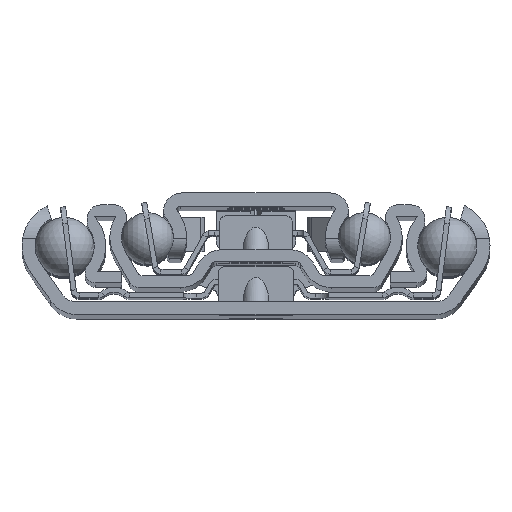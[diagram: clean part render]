
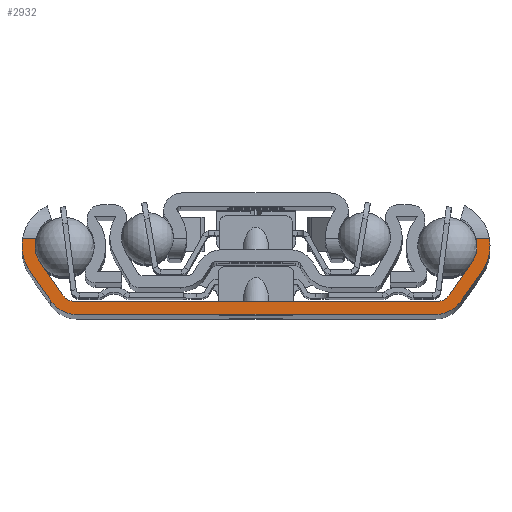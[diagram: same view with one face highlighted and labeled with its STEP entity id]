
A CAD part, top view. The second image highlights one B-rep face of the part: STEP entity #2932.
In plain terms, the highlighted planar face has unit normal (0, 0, 1).
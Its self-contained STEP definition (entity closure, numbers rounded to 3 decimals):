
#36=DIRECTION('',(-1.,0.,0.));
#37=VECTOR('',#36,2.014);
#38=CARTESIAN_POINT('',(-33.346,11.5,0.));
#39=LINE('',#38,#37);
#40=CARTESIAN_POINT('',(-28.725,10.4,0.));
#41=DIRECTION('',(0.,0.,-1.));
#42=DIRECTION('',(-0.819,-0.574,0.));
#43=AXIS2_PLACEMENT_3D('',#40,#41,#42);
#45=DIRECTION('',(-0.574,0.819,0.));
#46=VECTOR('',#45,5.757);
#47=CARTESIAN_POINT('',(-29.314,2.959,0.));
#48=LINE('',#47,#46);
#49=CARTESIAN_POINT('',(-27.471,4.25,0.));
#50=DIRECTION('',(0.,0.,-1.));
#51=DIRECTION('',(0.,-1.,0.));
#52=AXIS2_PLACEMENT_3D('',#49,#50,#51);
#54=DIRECTION('',(-1.,0.,0.));
#55=VECTOR('',#54,54.941);
#56=CARTESIAN_POINT('',(27.471,2.,0.));
#57=LINE('',#56,#55);
#58=CARTESIAN_POINT('',(27.471,4.25,0.));
#59=DIRECTION('',(0.,0.,-1.));
#60=DIRECTION('',(0.819,-0.574,0.));
#61=AXIS2_PLACEMENT_3D('',#58,#59,#60);
#63=DIRECTION('',(-0.574,-0.819,0.));
#64=VECTOR('',#63,5.757);
#65=CARTESIAN_POINT('',(32.616,7.676,0.));
#66=LINE('',#65,#64);
#67=CARTESIAN_POINT('',(28.725,10.4,0.));
#68=DIRECTION('',(0.,0.,-1.));
#69=DIRECTION('',(0.973,0.232,0.));
#70=AXIS2_PLACEMENT_3D('',#67,#68,#69);
#72=DIRECTION('',(-1.,0.,0.));
#73=VECTOR('',#72,2.014);
#74=CARTESIAN_POINT('',(35.359,11.5,0.));
#75=LINE('',#74,#73);
#76=CARTESIAN_POINT('',(28.725,10.4,0.));
#77=DIRECTION('',(0.,0.,1.));
#78=DIRECTION('',(0.819,-0.574,0.));
#79=AXIS2_PLACEMENT_3D('',#76,#77,#78);
#81=DIRECTION('',(0.574,0.819,0.));
#82=VECTOR('',#81,5.514);
#83=CARTESIAN_POINT('',(31.071,2.026,0.));
#84=LINE('',#83,#82);
#85=CARTESIAN_POINT('',(27.18,4.75,0.));
#86=DIRECTION('',(0.,0.,1.));
#87=DIRECTION('',(0.,-1.,0.));
#88=AXIS2_PLACEMENT_3D('',#85,#86,#87);
#90=DIRECTION('',(1.,0.,0.));
#91=VECTOR('',#90,54.36);
#92=CARTESIAN_POINT('',(-27.18,0.,0.));
#93=LINE('',#92,#91);
#94=CARTESIAN_POINT('',(-27.18,4.75,0.));
#95=DIRECTION('',(0.,0.,1.));
#96=DIRECTION('',(-0.819,-0.574,0.));
#97=AXIS2_PLACEMENT_3D('',#94,#95,#96);
#99=DIRECTION('',(0.574,-0.819,0.));
#100=VECTOR('',#99,5.514);
#101=CARTESIAN_POINT('',(-34.234,6.543,0.));
#102=LINE('',#101,#100);
#103=CARTESIAN_POINT('',(-28.725,10.4,0.));
#104=DIRECTION('',(0.,0.,1.));
#105=DIRECTION('',(-0.987,0.164,0.));
#106=AXIS2_PLACEMENT_3D('',#103,#104,#105);
#2447=CARTESIAN_POINT('',(-27.471,2.,0.));
#2448=CARTESIAN_POINT('',(-29.314,2.959,0.));
#2449=VERTEX_POINT('',#2447);
#2450=VERTEX_POINT('',#2448);
#2451=CARTESIAN_POINT('',(-32.616,7.676,0.));
#2452=VERTEX_POINT('',#2451);
#2453=CARTESIAN_POINT('',(-34.234,6.543,0.));
#2454=CARTESIAN_POINT('',(-31.071,2.026,0.));
#2455=VERTEX_POINT('',#2453);
#2456=VERTEX_POINT('',#2454);
#2457=CARTESIAN_POINT('',(-27.18,0.,0.));
#2458=VERTEX_POINT('',#2457);
#2459=CARTESIAN_POINT('',(27.18,0.,0.));
#2460=VERTEX_POINT('',#2459);
#2461=CARTESIAN_POINT('',(31.071,2.026,0.));
#2462=VERTEX_POINT('',#2461);
#2463=CARTESIAN_POINT('',(34.234,6.543,0.));
#2464=VERTEX_POINT('',#2463);
#2465=CARTESIAN_POINT('',(32.616,7.676,0.));
#2466=CARTESIAN_POINT('',(29.314,2.959,0.));
#2467=VERTEX_POINT('',#2465);
#2468=VERTEX_POINT('',#2466);
#2469=CARTESIAN_POINT('',(27.471,2.,0.));
#2470=VERTEX_POINT('',#2469);
#2503=CARTESIAN_POINT('',(-33.346,11.5,0.));
#2504=CARTESIAN_POINT('',(-35.359,11.5,0.));
#2505=VERTEX_POINT('',#2503);
#2506=VERTEX_POINT('',#2504);
#2507=CARTESIAN_POINT('',(35.359,11.5,0.));
#2508=CARTESIAN_POINT('',(33.346,11.5,0.));
#2509=VERTEX_POINT('',#2507);
#2510=VERTEX_POINT('',#2508);
#2893=CARTESIAN_POINT('',(0.,0.,0.));
#2894=DIRECTION('',(0.,0.,1.));
#2895=DIRECTION('',(1.,0.,0.));
#2896=AXIS2_PLACEMENT_3D('',#2893,#2894,#2895);
#2897=PLANE('',#2896);
#2899=ORIENTED_EDGE('',*,*,#2898,.F.);
#2901=ORIENTED_EDGE('',*,*,#2900,.F.);
#2903=ORIENTED_EDGE('',*,*,#2902,.F.);
#2905=ORIENTED_EDGE('',*,*,#2904,.F.);
#2907=ORIENTED_EDGE('',*,*,#2906,.F.);
#2909=ORIENTED_EDGE('',*,*,#2908,.F.);
#2911=ORIENTED_EDGE('',*,*,#2910,.F.);
#2913=ORIENTED_EDGE('',*,*,#2912,.F.);
#2915=ORIENTED_EDGE('',*,*,#2914,.F.);
#2917=ORIENTED_EDGE('',*,*,#2916,.F.);
#2919=ORIENTED_EDGE('',*,*,#2918,.F.);
#2921=ORIENTED_EDGE('',*,*,#2920,.F.);
#2923=ORIENTED_EDGE('',*,*,#2922,.F.);
#2925=ORIENTED_EDGE('',*,*,#2924,.F.);
#2927=ORIENTED_EDGE('',*,*,#2926,.F.);
#2929=ORIENTED_EDGE('',*,*,#2928,.F.);
#2930=EDGE_LOOP('',(#2899,#2901,#2903,#2905,#2907,#2909,#2911,#2913,#2915,#2917,
#2919,#2921,#2923,#2925,#2927,#2929));
#2931=FACE_OUTER_BOUND('',#2930,.F.);
#2932=ADVANCED_FACE('',(#2931),#2897,.T.);
#44=CIRCLE('',#43,4.75);
#53=CIRCLE('',#52,2.25);
#62=CIRCLE('',#61,2.25);
#71=CIRCLE('',#70,4.75);
#80=CIRCLE('',#79,6.725);
#89=CIRCLE('',#88,4.75);
#98=CIRCLE('',#97,4.75);
#107=CIRCLE('',#106,6.725);
#2898=EDGE_CURVE('',#2505,#2506,#39,.T.);
#2900=EDGE_CURVE('',#2452,#2505,#44,.T.);
#2902=EDGE_CURVE('',#2450,#2452,#48,.T.);
#2904=EDGE_CURVE('',#2449,#2450,#53,.T.);
#2906=EDGE_CURVE('',#2470,#2449,#57,.T.);
#2908=EDGE_CURVE('',#2468,#2470,#62,.T.);
#2910=EDGE_CURVE('',#2467,#2468,#66,.T.);
#2912=EDGE_CURVE('',#2510,#2467,#71,.T.);
#2914=EDGE_CURVE('',#2509,#2510,#75,.T.);
#2916=EDGE_CURVE('',#2464,#2509,#80,.T.);
#2918=EDGE_CURVE('',#2462,#2464,#84,.T.);
#2920=EDGE_CURVE('',#2460,#2462,#89,.T.);
#2922=EDGE_CURVE('',#2458,#2460,#93,.T.);
#2924=EDGE_CURVE('',#2456,#2458,#98,.T.);
#2926=EDGE_CURVE('',#2455,#2456,#102,.T.);
#2928=EDGE_CURVE('',#2506,#2455,#107,.T.);
